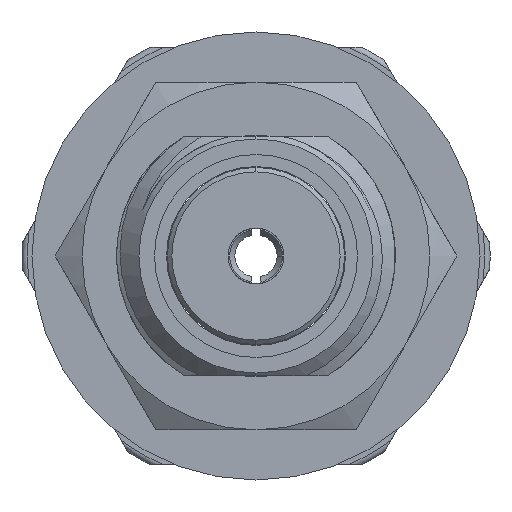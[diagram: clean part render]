
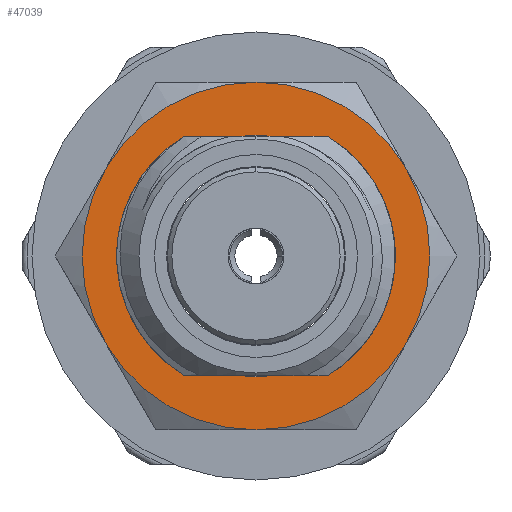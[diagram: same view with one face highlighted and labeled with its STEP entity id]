
A CAD part, left-side view. The second image highlights one B-rep face of the part: STEP entity #47039.
In plain terms, the highlighted face is planar.
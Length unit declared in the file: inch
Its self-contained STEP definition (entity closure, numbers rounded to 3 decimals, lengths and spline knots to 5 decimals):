
#268 = VERTEX_POINT ( 'NONE', #27787 ) ;
#297 = CARTESIAN_POINT ( 'NONE',  ( 0.065, 0., 0.156 ) ) ;
#1343 = CARTESIAN_POINT ( 'NONE',  ( 0.065, 0., 0. ) ) ;
#3458 = AXIS2_PLACEMENT_3D ( 'NONE', #5921, #29728, #21287 ) ;
#4034 = DIRECTION ( 'NONE',  ( 0., 0., 1. ) ) ;
#4352 = CARTESIAN_POINT ( 'NONE',  ( 0.065, 0., 0. ) ) ;
#4551 = CARTESIAN_POINT ( 'NONE',  ( 0.065, 0., 0. ) ) ;
#4810 = DIRECTION ( 'NONE',  ( -1., 0., 0. ) ) ;
#5455 = EDGE_CURVE ( 'NONE', #23987, #268, #16476, .T. ) ;
#5744 = EDGE_CURVE ( 'NONE', #268, #27103, #38422, .T. ) ;
#5921 = CARTESIAN_POINT ( 'NONE',  ( 0.065, 0., 0. ) ) ;
#6035 = EDGE_CURVE ( 'NONE', #35171, #25791, #47713, .T. ) ;
#7029 = EDGE_CURVE ( 'NONE', #9159, #10315, #20322, .T. ) ;
#7642 = EDGE_LOOP ( 'NONE', ( #17893, #11018, #51467, #13288, #25363, #21741 ) ) ;
#8421 = EDGE_CURVE ( 'NONE', #26640, #23987, #49029, .T. ) ;
#8876 = CARTESIAN_POINT ( 'NONE',  ( 0.065, 0., -0.156 ) ) ;
#9159 = VERTEX_POINT ( 'NONE', #12515 ) ;
#10130 = DIRECTION ( 'NONE',  ( -1., 0., 0. ) ) ;
#10192 = CARTESIAN_POINT ( 'NONE',  ( 0.065, 0.1351, 0.078 ) ) ;
#10228 = CARTESIAN_POINT ( 'NONE',  ( 0.065, 0.156, 0. ) ) ;
#10315 = VERTEX_POINT ( 'NONE', #27725 ) ;
#11018 = ORIENTED_EDGE ( 'NONE', *, *, #5744, .F. ) ;
#11456 = CIRCLE ( 'NONE', #26650, 0.156 ) ;
#12515 = CARTESIAN_POINT ( 'NONE',  ( 0.065, 0., -0.1085 ) ) ;
#12549 = DIRECTION ( 'NONE',  ( -1., 0., 0. ) ) ;
#13147 = AXIS2_PLACEMENT_3D ( 'NONE', #1343, #45753, #41787 ) ;
#13288 = ORIENTED_EDGE ( 'NONE', *, *, #8421, .F. ) ;
#13561 = AXIS2_PLACEMENT_3D ( 'NONE', #4551, #20951, #4034 ) ;
#13920 = AXIS2_PLACEMENT_3D ( 'NONE', #41096, #49273, #41360 ) ;
#15633 = AXIS2_PLACEMENT_3D ( 'NONE', #45831, #10130, #42638 ) ;
#16476 = CIRCLE ( 'NONE', #46010, 0.156 ) ;
#17893 = ORIENTED_EDGE ( 'NONE', *, *, #37371, .F. ) ;
#20322 = CIRCLE ( 'NONE', #13561, 0.1085 ) ;
#20951 = DIRECTION ( 'NONE',  ( -1., 0., 0. ) ) ;
#21014 = DIRECTION ( 'NONE',  ( 0., 0., 1. ) ) ;
#21205 = CARTESIAN_POINT ( 'NONE',  ( 0.065, 0., 0. ) ) ;
#21287 = DIRECTION ( 'NONE',  ( 0., 0., 1. ) ) ;
#21741 = ORIENTED_EDGE ( 'NONE', *, *, #6035, .F. ) ;
#23987 = VERTEX_POINT ( 'NONE', #42725 ) ;
#25363 = ORIENTED_EDGE ( 'NONE', *, *, #27389, .F. ) ;
#25431 = DIRECTION ( 'NONE',  ( 0., 0., 1. ) ) ;
#25791 = VERTEX_POINT ( 'NONE', #31631 ) ;
#25934 = EDGE_LOOP ( 'NONE', ( #52080, #35812 ) ) ;
#26353 = DIRECTION ( 'NONE',  ( 0., 0., 1. ) ) ;
#26640 = VERTEX_POINT ( 'NONE', #8876 ) ;
#26650 = AXIS2_PLACEMENT_3D ( 'NONE', #21205, #4810, #25431 ) ;
#27103 = VERTEX_POINT ( 'NONE', #297 ) ;
#27389 = EDGE_CURVE ( 'NONE', #25791, #26640, #35946, .T. ) ;
#27725 = CARTESIAN_POINT ( 'NONE',  ( 0.065, 0., 0.1085 ) ) ;
#27787 = CARTESIAN_POINT ( 'NONE',  ( 0.065, -0.1351, 0.078 ) ) ;
#28316 = AXIS2_PLACEMENT_3D ( 'NONE', #10228, #34547, #26353 ) ;
#29728 = DIRECTION ( 'NONE',  ( -1., 0., 0. ) ) ;
#30823 = DIRECTION ( 'NONE',  ( -1., 0., 0. ) ) ;
#30840 = FACE_BOUND ( 'NONE', #25934, .T. ) ;
#31631 = CARTESIAN_POINT ( 'NONE',  ( 0.065, 0.1351, -0.078 ) ) ;
#34547 = DIRECTION ( 'NONE',  ( -1., 0., 0. ) ) ;
#34794 = CARTESIAN_POINT ( 'NONE',  ( 0.065, 0., 0. ) ) ;
#34809 = FACE_OUTER_BOUND ( 'NONE', #7642, .T. ) ;
#35112 = AXIS2_PLACEMENT_3D ( 'NONE', #34794, #30823, #46946 ) ;
#35171 = VERTEX_POINT ( 'NONE', #10192 ) ;
#35812 = ORIENTED_EDGE ( 'NONE', *, *, #7029, .T. ) ;
#35946 = CIRCLE ( 'NONE', #13147, 0.156 ) ;
#37371 = EDGE_CURVE ( 'NONE', #27103, #35171, #11456, .T. ) ;
#38422 = CIRCLE ( 'NONE', #13920, 0.156 ) ;
#41096 = CARTESIAN_POINT ( 'NONE',  ( 0.065, 0., 0. ) ) ;
#41360 = DIRECTION ( 'NONE',  ( 0., 0., 1. ) ) ;
#41787 = DIRECTION ( 'NONE',  ( 0., 0., 1. ) ) ;
#42638 = DIRECTION ( 'NONE',  ( 0., 0., 1. ) ) ;
#42725 = CARTESIAN_POINT ( 'NONE',  ( 0.065, -0.1351, -0.078 ) ) ;
#45753 = DIRECTION ( 'NONE',  ( -1., 0., 0. ) ) ;
#45831 = CARTESIAN_POINT ( 'NONE',  ( 0.065, 0., 0. ) ) ;
#46010 = AXIS2_PLACEMENT_3D ( 'NONE', #4352, #12549, #21014 ) ;
#46189 = PLANE ( 'NONE',  #28316 ) ;
#46914 = CIRCLE ( 'NONE', #35112, 0.1085 ) ;
#46946 = DIRECTION ( 'NONE',  ( 0., 0., 1. ) ) ;
#47039 = ADVANCED_FACE ( 'NONE', ( #34809, #30840 ), #46189, .F. ) ;
#47713 = CIRCLE ( 'NONE', #15633, 0.156 ) ;
#49029 = CIRCLE ( 'NONE', #3458, 0.156 ) ;
#49273 = DIRECTION ( 'NONE',  ( -1., 0., 0. ) ) ;
#49907 = EDGE_CURVE ( 'NONE', #10315, #9159, #46914, .T. ) ;
#51467 = ORIENTED_EDGE ( 'NONE', *, *, #5455, .F. ) ;
#52080 = ORIENTED_EDGE ( 'NONE', *, *, #49907, .T. ) ;
